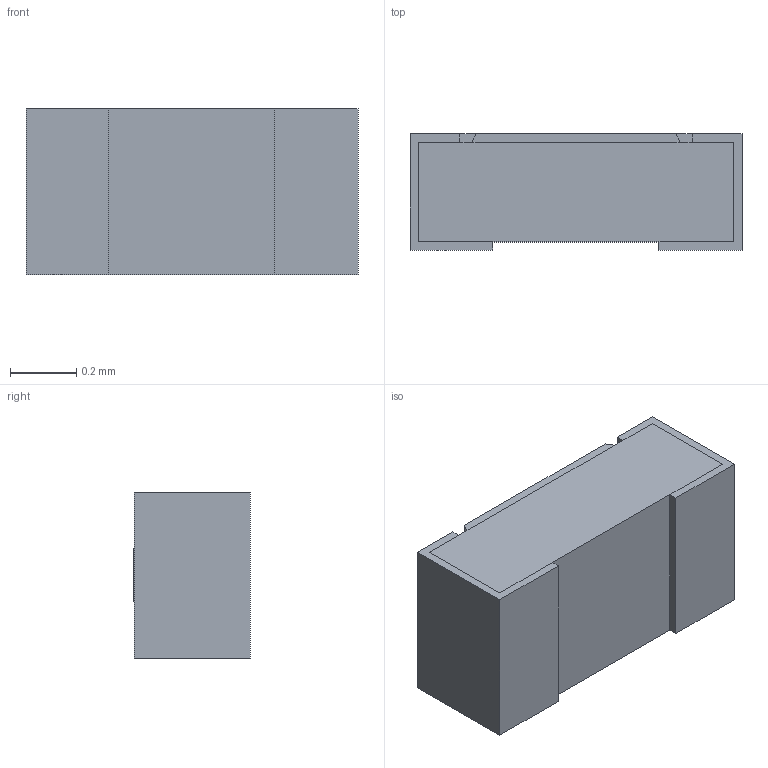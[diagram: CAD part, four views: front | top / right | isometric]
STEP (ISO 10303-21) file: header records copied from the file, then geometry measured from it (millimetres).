
FILE_DESCRIPTION(('FreeCAD Model'),'2;1');
FILE_NAME('Open CASCADE Shape Model','2024-12-04T12:13:28',(''),(''), 'Open CASCADE STEP processor 7.6','FreeCAD','Unknown');
FILE_SCHEMA(('AUTOMOTIVE_DESIGN { 1 0 10303 214 1 1 1 1 }'));
Length unit declared in the file: millimetre
Products named in the file (1): Pad003
Bounding box: 1 x 0.35 x 0.5 mm (x, y, z)
Volume: 0.2 mm3; surface area: 2.1 mm2
Topology: 1 solids, 1 shells, 204 faces, 581 edges, 386 vertices
Faces by surface type: extrusion 148, plane 56
Entity records: 7101 total; most frequent: CARTESIAN_POINT 2060, ORIENTED_EDGE 1162, EDGE_CURVE 581, DIRECTION 547, B_SPLINE_CURVE_WITH_KNOTS 444, VECTOR 433, VERTEX_POINT 386, LINE 285
